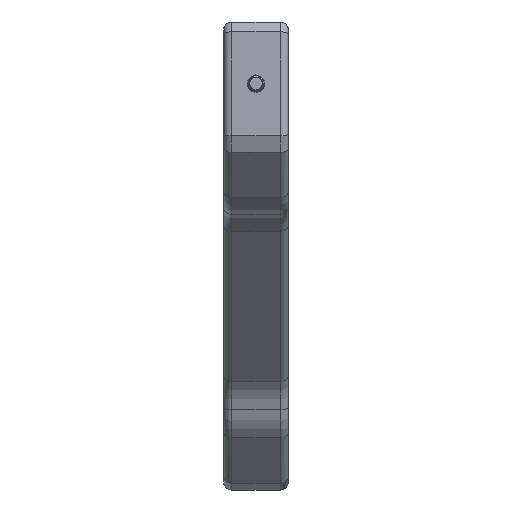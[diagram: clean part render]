
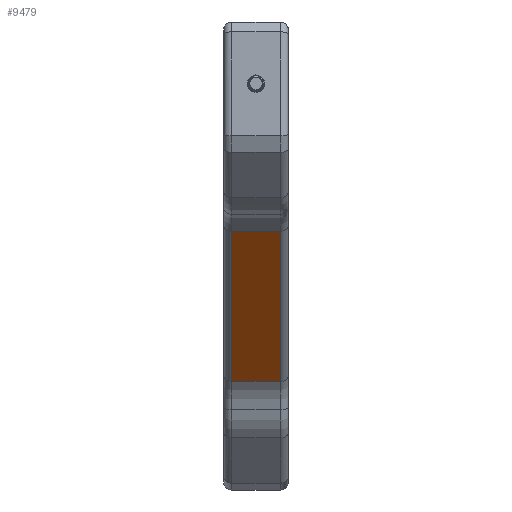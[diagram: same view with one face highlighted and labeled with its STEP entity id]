
A CAD part, left-side view. The second image highlights one B-rep face of the part: STEP entity #9479.
In plain terms, the highlighted planar face has unit normal (-0.707, 0, -0.707).
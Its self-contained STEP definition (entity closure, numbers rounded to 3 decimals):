
#583=PLANE('',#10103);
#1192=FACE_OUTER_BOUND('',#1770,.T.);
#1770=EDGE_LOOP('',(#8791,#8792,#8793,#8794));
#2966=LINE('',#18850,#3716);
#2987=LINE('',#18936,#3737);
#2996=LINE('',#18982,#3746);
#2997=LINE('',#18984,#3747);
#3716=VECTOR('',#11865,10.);
#3737=VECTOR('',#11980,10.);
#3746=VECTOR('',#12051,10.);
#3747=VECTOR('',#12054,20.5);
#4621=VERTEX_POINT('',#18844);
#4622=VERTEX_POINT('',#18848);
#4639=VERTEX_POINT('',#18930);
#4640=VERTEX_POINT('',#18934);
#5970=EDGE_CURVE('',#4621,#4622,#2966,.T.);
#6013=EDGE_CURVE('',#4639,#4640,#2987,.T.);
#6036=EDGE_CURVE('',#4640,#4621,#2996,.T.);
#6037=EDGE_CURVE('',#4622,#4639,#2997,.T.);
#8791=ORIENTED_EDGE('',*,*,#5970,.F.);
#8792=ORIENTED_EDGE('',*,*,#6036,.F.);
#8793=ORIENTED_EDGE('',*,*,#6013,.F.);
#8794=ORIENTED_EDGE('',*,*,#6037,.F.);
#9479=ADVANCED_FACE('',(#1192),#583,.T.);
#10103=AXIS2_PLACEMENT_3D('',#18983,#12052,#12053);
#11865=DIRECTION('',(0.707,0.,-0.707));
#11980=DIRECTION('',(-0.707,0.,0.707));
#12051=DIRECTION('',(0.,-1.,0.));
#12052=DIRECTION('center_axis',(-0.707,0.,-0.707));
#12053=DIRECTION('ref_axis',(-0.707,0.,0.707));
#12054=DIRECTION('',(0.,1.,0.));
#18844=CARTESIAN_POINT('',(-122.614,2.5,79.684));
#18848=CARTESIAN_POINT('',(-76.375,2.5,33.445));
#18850=CARTESIAN_POINT('',(-86.08,2.5,43.15));
#18930=CARTESIAN_POINT('',(-76.375,17.5,33.445));
#18934=CARTESIAN_POINT('',(-122.614,17.5,79.684));
#18936=CARTESIAN_POINT('',(-86.08,17.5,43.15));
#18982=CARTESIAN_POINT('',(-122.614,0.,79.684));
#18983=CARTESIAN_POINT('Origin',(-72.661,0.,29.732));
#18984=CARTESIAN_POINT('',(-76.375,0.,33.445));
